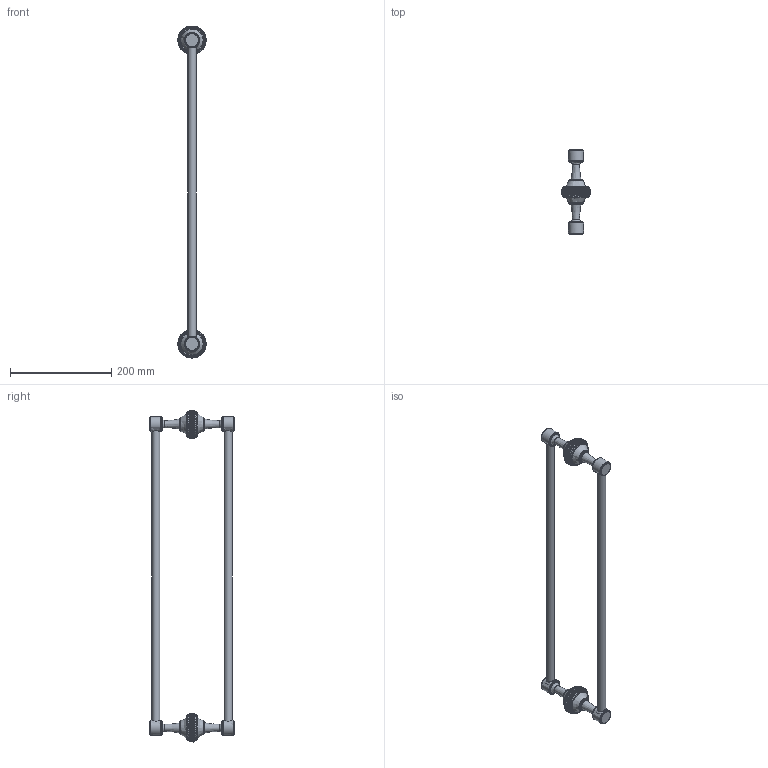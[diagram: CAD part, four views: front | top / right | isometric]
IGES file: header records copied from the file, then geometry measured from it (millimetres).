
Global section: file name: N6766; native system: Autodesk Inventor 2020; preprocessor: unknown; author: adaniels; date: 20220802.091619; units: millimetre
Bounding box: 55.99 x 168 x 655.99 mm (x, y, z)
Volume: 234063.6 mm3; surface area: 201494.9 mm2
Topology: 20 solids, 20 shells, 2138 faces, 4854 edges, 2790 vertices
Faces by surface type: bspline 2138
